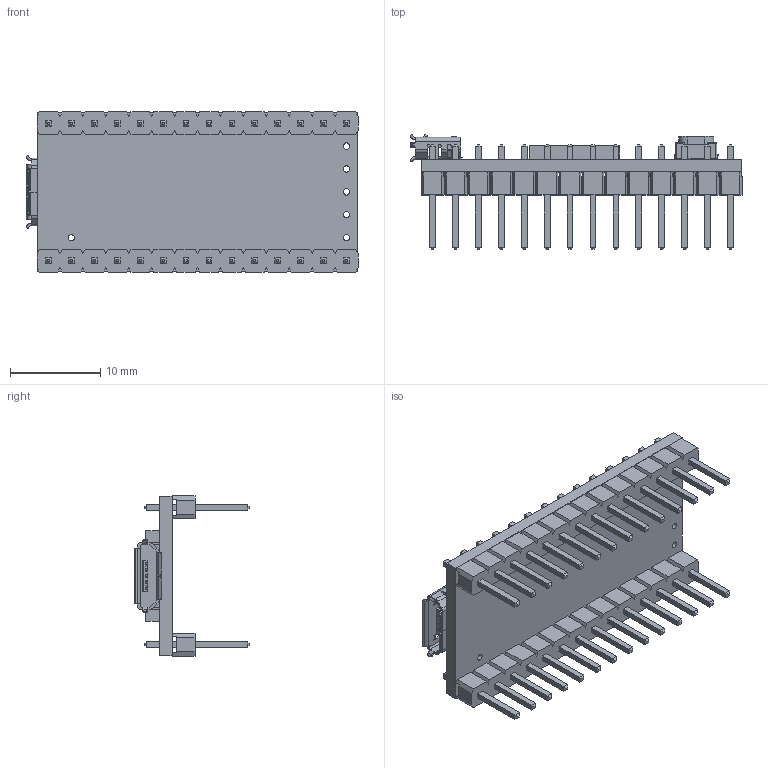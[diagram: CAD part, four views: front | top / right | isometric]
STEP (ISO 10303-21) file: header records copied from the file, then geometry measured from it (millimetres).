
FILE_DESCRIPTION(/* description */ (''),/* implementation_level */ '2;1');
FILE_NAME(/* name */ 'Teensy 4.0.step',/* time_stamp */ '2021-10-18T17:07:20-04:00',/* author */ (''),/* organization */ (''),/* preprocessor_version */ 'ST-DEVELOPER v18.1',/* originating_system */ 'Autodesk Translation Framework v10.10.0.1391',/* authorisation */ '');
FILE_SCHEMA (('AUTOMOTIVE_DESIGN { 1 0 10303 214 3 1 1 }'));
Length unit declared in the file: millimetre
Products named in the file (9): Teensy 4.0; Teensy_4.0_PCB; Micro USB-B Female 5Pin SMD; NXP iMXRT1062; SKRPACE010 v4; Male  Header Pin 1x14 2.54mm Pitch; Male  Header Pin 1x14 2.54mm Pitch_1; 61301411121; 6130xx11121_PIN
Assembly tree (36 placements, depth 3):
  Teensy 4.0
    Teensy_4.0_PCB
    Micro USB-B Female 5Pin SMD
    NXP iMXRT1062
    SKRPACE010 v4
    Male  Header Pin 1x14 2.54mm Pitch
      61301411121
      6130xx11121_PIN  x14
    Male  Header Pin 1x14 2.54mm Pitch_1
      61301411121
      6130xx11121_PIN  x14
Bounding box: 36.78 x 12.66 x 17.76 mm (x, y, z)
Volume: 1572.8 mm3; surface area: 3951.2 mm2
Topology: 40 solids, 40 shells, 1451 faces, 3867 edges, 2484 vertices
Faces by surface type: plane 1189, cylinder 239, bspline 17, torus 6
Full cylindrical faces by diameter (mm): 0.7 x34
Entity records: 29326 total; most frequent: CARTESIAN_POINT 5271, ORIENTED_EDGE 5034, DIRECTION 4845, EDGE_CURVE 2517, LINE 1993, VECTOR 1993, VERTEX_POINT 1656, AXIS2_PLACEMENT_3D 1426
